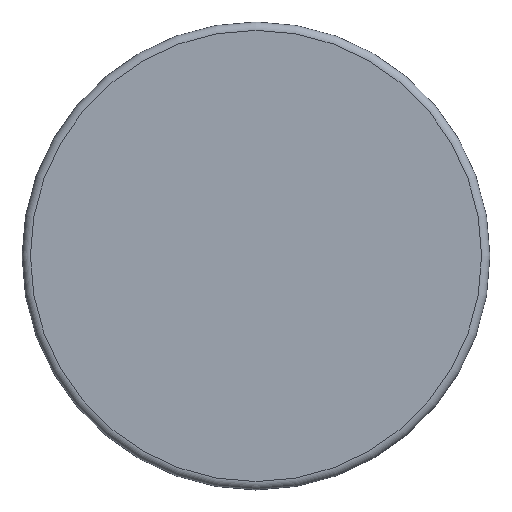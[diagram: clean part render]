
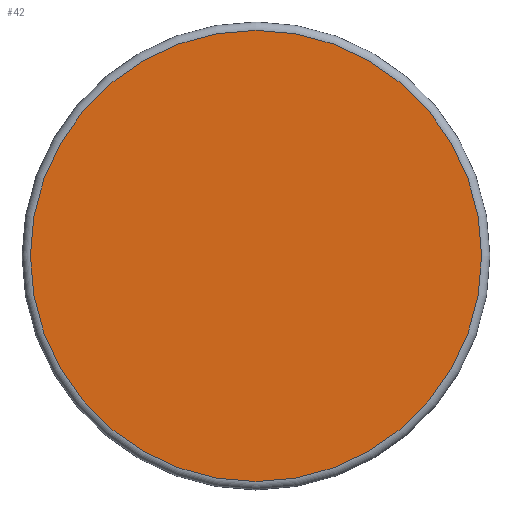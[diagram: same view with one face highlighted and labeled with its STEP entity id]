
A CAD part, top view. The second image highlights one B-rep face of the part: STEP entity #42.
In plain terms, the highlighted planar face has unit normal (0, 0, 1).
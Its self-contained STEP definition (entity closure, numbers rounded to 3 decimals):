
#42 = ADVANCED_FACE( '', ( #84 ), #85, .F. );
#84 = FACE_OUTER_BOUND( '', #155, .T. );
#85 = PLANE( '', #156 );
#155 = EDGE_LOOP( '', ( #193 ) );
#156 = AXIS2_PLACEMENT_3D( '', #194, #195, #196 );
#193 = ORIENTED_EDGE( '', *, *, #221, .T. );
#194 = CARTESIAN_POINT( '', ( 14., 0., 12. ) );
#195 = DIRECTION( '', ( 0., 0., -1. ) );
#196 = DIRECTION( '', ( -1., 0., 0. ) );
#221 = EDGE_CURVE( '', #242, #242, #243, .F. );
#242 = VERTEX_POINT( '', #264 );
#243 = CIRCLE( '', #265, 13.5 );
#264 = CARTESIAN_POINT( '', ( -13.5, 0., 12. ) );
#265 = AXIS2_PLACEMENT_3D( '', #286, #287, #288 );
#286 = CARTESIAN_POINT( '', ( 0., 0., 12. ) );
#287 = DIRECTION( '', ( 0., 0., -1. ) );
#288 = DIRECTION( '', ( -1., 0., 0. ) );
